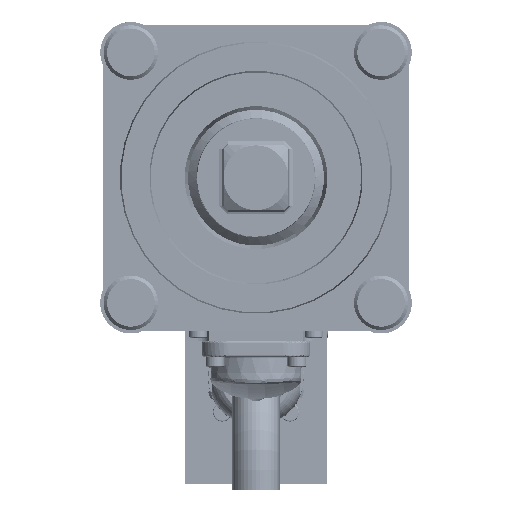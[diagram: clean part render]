
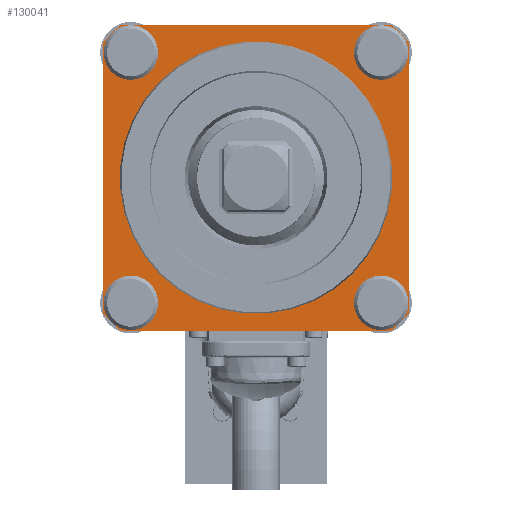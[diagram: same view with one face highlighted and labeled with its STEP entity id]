
A CAD part, left-side view. The second image highlights one B-rep face of the part: STEP entity #130041.
In plain terms, the highlighted planar face has unit normal (-1, 0, 0).
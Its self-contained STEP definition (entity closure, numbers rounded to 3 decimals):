
#4369=FACE_BOUND('',#38267,.T.);
#4370=FACE_BOUND('',#38268,.T.);
#4371=FACE_BOUND('',#38269,.T.);
#4372=FACE_BOUND('',#38270,.T.);
#4373=FACE_BOUND('',#38271,.T.);
#5840=PLANE('',#139551);
#11941=LINE('',#204822,#21073);
#11942=LINE('',#204823,#21074);
#11943=LINE('',#204824,#21075);
#11944=LINE('',#204825,#21076);
#21073=VECTOR('',#160399,7.937);
#21074=VECTOR('',#160400,7.937);
#21075=VECTOR('',#160401,7.937);
#21076=VECTOR('',#160402,7.937);
#31293=FACE_OUTER_BOUND('',#38266,.T.);
#38266=EDGE_LOOP('',(#94239,#94240,#94241,#94242,#94243,#94244,#94245,#94246));
#38267=EDGE_LOOP('',(#94247));
#38268=EDGE_LOOP('',(#94248));
#38269=EDGE_LOOP('',(#94249));
#38270=EDGE_LOOP('',(#94250));
#38271=EDGE_LOOP('',(#94251));
#45753=CIRCLE('',#138951,0.5);
#45761=CIRCLE('',#138971,0.5);
#45769=CIRCLE('',#138991,0.5);
#45777=CIRCLE('',#139011,0.5);
#45968=CIRCLE('',#139532,6.);
#45969=CIRCLE('',#139534,6.);
#45970=CIRCLE('',#139536,6.);
#45971=CIRCLE('',#139538,6.);
#45980=CIRCLE('',#139550,4.);
#54150=VERTEX_POINT('',#203442);
#54170=VERTEX_POINT('',#203503);
#54190=VERTEX_POINT('',#203564);
#54210=VERTEX_POINT('',#203625);
#54555=VERTEX_POINT('',#204775);
#54556=VERTEX_POINT('',#204777);
#54557=VERTEX_POINT('',#204781);
#54558=VERTEX_POINT('',#204783);
#54559=VERTEX_POINT('',#204787);
#54560=VERTEX_POINT('',#204789);
#54561=VERTEX_POINT('',#204793);
#54562=VERTEX_POINT('',#204794);
#54571=VERTEX_POINT('',#204818);
#68833=EDGE_CURVE('',#54150,#54150,#45753,.T.);
#68862=EDGE_CURVE('',#54170,#54170,#45761,.T.);
#68891=EDGE_CURVE('',#54190,#54190,#45769,.T.);
#68920=EDGE_CURVE('',#54210,#54210,#45777,.T.);
#69507=EDGE_CURVE('',#54556,#54555,#45968,.T.);
#69510=EDGE_CURVE('',#54558,#54557,#45969,.T.);
#69512=EDGE_CURVE('',#54560,#54559,#45970,.T.);
#69514=EDGE_CURVE('',#54561,#54562,#45971,.T.);
#69527=EDGE_CURVE('',#54571,#54571,#45980,.T.);
#69528=EDGE_CURVE('',#54562,#54555,#11941,.T.);
#69529=EDGE_CURVE('',#54560,#54556,#11942,.T.);
#69530=EDGE_CURVE('',#54559,#54557,#11943,.T.);
#69531=EDGE_CURVE('',#54561,#54558,#11944,.T.);
#94239=ORIENTED_EDGE('',*,*,#69528,.T.);
#94240=ORIENTED_EDGE('',*,*,#69507,.F.);
#94241=ORIENTED_EDGE('',*,*,#69529,.F.);
#94242=ORIENTED_EDGE('',*,*,#69512,.T.);
#94243=ORIENTED_EDGE('',*,*,#69530,.T.);
#94244=ORIENTED_EDGE('',*,*,#69510,.F.);
#94245=ORIENTED_EDGE('',*,*,#69531,.F.);
#94246=ORIENTED_EDGE('',*,*,#69514,.T.);
#94247=ORIENTED_EDGE('',*,*,#68833,.T.);
#94248=ORIENTED_EDGE('',*,*,#68862,.T.);
#94249=ORIENTED_EDGE('',*,*,#68891,.T.);
#94250=ORIENTED_EDGE('',*,*,#68920,.T.);
#94251=ORIENTED_EDGE('',*,*,#69527,.F.);
#130041=ADVANCED_FACE('',(#31293,#4369,#4370,#4371,#4372,#4373),#5840,.T.);
#138951=AXIS2_PLACEMENT_3D('',#203443,#158876,#158877);
#138971=AXIS2_PLACEMENT_3D('',#203504,#158937,#158938);
#138991=AXIS2_PLACEMENT_3D('',#203565,#158998,#158999);
#139011=AXIS2_PLACEMENT_3D('',#203626,#159059,#159060);
#139532=AXIS2_PLACEMENT_3D('',#204779,#160351,#160352);
#139534=AXIS2_PLACEMENT_3D('',#204785,#160357,#160358);
#139536=AXIS2_PLACEMENT_3D('',#204790,#160362,#160363);
#139538=AXIS2_PLACEMENT_3D('',#204795,#160367,#160368);
#139550=AXIS2_PLACEMENT_3D('',#204820,#160395,#160396);
#139551=AXIS2_PLACEMENT_3D('',#204821,#160397,#160398);
#158876=DIRECTION('center_axis',(1.,0.,0.));
#158877=DIRECTION('ref_axis',(0.,-0.707,0.707));
#158937=DIRECTION('center_axis',(1.,0.,0.));
#158938=DIRECTION('ref_axis',(0.,-0.707,0.707));
#158998=DIRECTION('center_axis',(1.,0.,0.));
#158999=DIRECTION('ref_axis',(0.,-0.707,0.707));
#159059=DIRECTION('center_axis',(1.,0.,0.));
#159060=DIRECTION('ref_axis',(0.,-0.707,0.707));
#160351=DIRECTION('center_axis',(1.,0.,0.));
#160352=DIRECTION('ref_axis',(0.,-0.75,-0.661));
#160357=DIRECTION('center_axis',(1.,0.,0.));
#160358=DIRECTION('ref_axis',(0.,0.75,0.661));
#160362=DIRECTION('center_axis',(-1.,0.,0.));
#160363=DIRECTION('ref_axis',(0.,-0.75,0.661));
#160367=DIRECTION('center_axis',(-1.,0.,0.));
#160368=DIRECTION('ref_axis',(0.,0.75,-0.661));
#160395=DIRECTION('center_axis',(-1.,0.,0.));
#160396=DIRECTION('ref_axis',(0.,0.707,-0.707));
#160397=DIRECTION('center_axis',(-1.,0.,0.));
#160398=DIRECTION('ref_axis',(0.,0.707,0.707));
#160399=DIRECTION('',(0.,-1.,0.));
#160400=DIRECTION('',(0.,0.,-1.));
#160401=DIRECTION('',(0.,1.,0.));
#160402=DIRECTION('',(0.,0.,1.));
#203442=CARTESIAN_POINT('',(3.4,-3.323,3.323));
#203443=CARTESIAN_POINT('Origin',(3.4,-3.677,3.677));
#203503=CARTESIAN_POINT('',(3.4,-3.323,-4.031));
#203504=CARTESIAN_POINT('Origin',(3.4,-3.677,-3.677));
#203564=CARTESIAN_POINT('',(3.4,4.031,-4.031));
#203565=CARTESIAN_POINT('Origin',(3.4,3.677,-3.677));
#203625=CARTESIAN_POINT('',(3.4,4.031,3.323));
#203626=CARTESIAN_POINT('Origin',(3.4,3.677,3.677));
#204775=CARTESIAN_POINT('',(3.4,-3.969,-4.5));
#204777=CARTESIAN_POINT('',(3.4,-4.5,-3.969));
#204779=CARTESIAN_POINT('Origin',(3.4,0.,
0.));
#204781=CARTESIAN_POINT('',(3.4,3.969,4.5));
#204783=CARTESIAN_POINT('',(3.4,4.5,3.969));
#204785=CARTESIAN_POINT('Origin',(3.4,0.,
0.));
#204787=CARTESIAN_POINT('',(3.4,-3.969,4.5));
#204789=CARTESIAN_POINT('',(3.4,-4.5,3.969));
#204790=CARTESIAN_POINT('Origin',(3.4,0.,
0.));
#204793=CARTESIAN_POINT('',(3.4,4.5,-3.969));
#204794=CARTESIAN_POINT('',(3.4,3.969,-4.5));
#204795=CARTESIAN_POINT('Origin',(3.4,0.,
0.));
#204818=CARTESIAN_POINT('',(3.4,-2.828,2.828));
#204820=CARTESIAN_POINT('Origin',(3.4,0.,
0.));
#204821=CARTESIAN_POINT('Origin',(3.4,0.,
0.));
#204822=CARTESIAN_POINT('',(3.4,3.969,-4.5));
#204823=CARTESIAN_POINT('',(3.4,-4.5,3.969));
#204824=CARTESIAN_POINT('',(3.4,-3.969,4.5));
#204825=CARTESIAN_POINT('',(3.4,4.5,-3.969));
